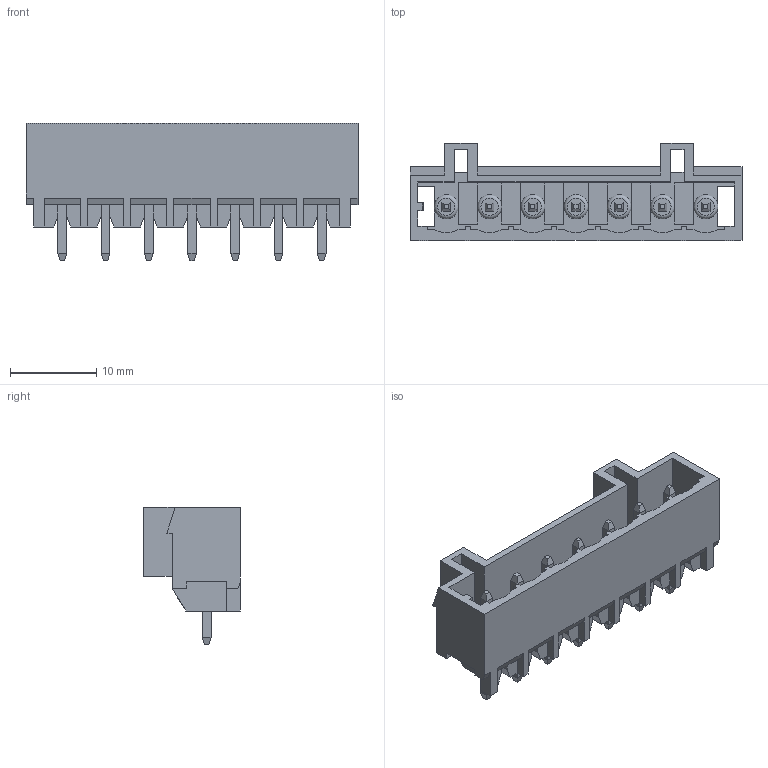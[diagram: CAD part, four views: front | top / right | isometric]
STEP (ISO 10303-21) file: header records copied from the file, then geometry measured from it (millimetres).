
FILE_DESCRIPTION(/* description */ ('Unknown'),/* implementation_level */ '2;1');
FILE_NAME(/* name */ '691371700007B',/* time_stamp */ '2018-07-12T08:38:56+02:00',/* author */ ('Unknown'),/* organization */ ('Unknown'),/* preprocessor_version */ 'ST-DEVELOPER v16.7',/* originating_system */ 'DEX',/* authorisation */ $);
FILE_SCHEMA (('AUTOMOTIVE_DESIGN {1 0 10303 214 3 1 1}'));
Length unit declared in the file: millimetre
Products named in the file (3): 6913717000xxB; 691371700007B; 6913717000xxB_PIN
Assembly tree (8 placements, depth 2):
  6913717000xxB
    691371700007B
    6913717000xxB_PIN  x7
Bounding box: 38.4 x 11.2 x 15.9 mm (x, y, z)
Volume: 1542.9 mm3; surface area: 3577 mm2
Topology: 8 solids, 8 shells, 360 faces, 1003 edges, 633 vertices
Faces by surface type: plane 339, cylinder 14, torus 7
Full cylindrical faces by diameter (mm): 2.8 x7
Entity records: 9188 total; most frequent: CARTESIAN_POINT 1629, ORIENTED_EDGE 1628, DIRECTION 1426, EDGE_CURVE 814, LINE 772, VECTOR 772, VERTEX_POINT 530, AXIS2_PLACEMENT_3D 327
